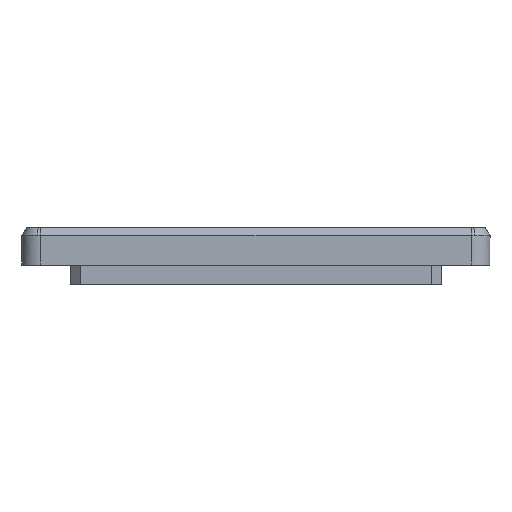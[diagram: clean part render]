
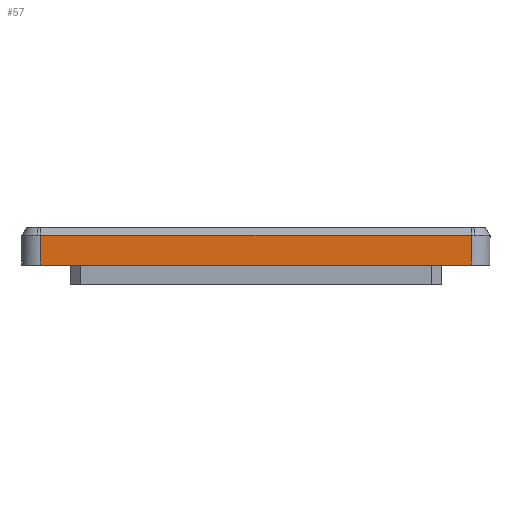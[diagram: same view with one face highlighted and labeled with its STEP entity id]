
A CAD part, front view. The second image highlights one B-rep face of the part: STEP entity #57.
In plain terms, the highlighted free-form (B-spline) face has degree [2, 1] with [3, 2] control points.
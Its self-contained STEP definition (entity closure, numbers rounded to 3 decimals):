
#57=ADVANCED_FACE('',(#223),#2772,.T.);
#223=FACE_OUTER_BOUND('',#397,.T.);
#397=EDGE_LOOP('',(#758,#759,#760,#761));
#758=ORIENTED_EDGE('',*,*,#1511,.T.);
#759=ORIENTED_EDGE('',*,*,#1449,.F.);
#760=ORIENTED_EDGE('',*,*,#1520,.F.);
#761=ORIENTED_EDGE('',*,*,#1519,.F.);
#1449=EDGE_CURVE('',#2349,#2350,#2032,.T.);
#1511=EDGE_CURVE('',#2405,#2350,#1930,.T.);
#1519=EDGE_CURVE('',#2405,#2410,#2068,.T.);
#1520=EDGE_CURVE('',#2410,#2349,#1933,.T.);
#1930=(
BOUNDED_CURVE()
B_SPLINE_CURVE(1,(#4376,#4377),.UNSPECIFIED.,.F.,.F.)
B_SPLINE_CURVE_WITH_KNOTS((2,2),(8.301,16.309),
 .UNSPECIFIED.)
CURVE()
GEOMETRIC_REPRESENTATION_ITEM()
RATIONAL_B_SPLINE_CURVE((1.,1.))
REPRESENTATION_ITEM('')
);
#1933=(
BOUNDED_CURVE()
B_SPLINE_CURVE(1,(#4404,#4405),.UNSPECIFIED.,.F.,.F.)
B_SPLINE_CURVE_WITH_KNOTS((2,2),(8.301,16.309),
 .UNSPECIFIED.)
CURVE()
GEOMETRIC_REPRESENTATION_ITEM()
RATIONAL_B_SPLINE_CURVE((1.,1.))
REPRESENTATION_ITEM('')
);
#2032=B_SPLINE_CURVE_WITH_KNOTS('',1,(#4205,#4206),.UNSPECIFIED.,.F.,.F.,
(2,2),(35.244,150.27),.UNSPECIFIED.);
#2068=B_SPLINE_CURVE_WITH_KNOTS('',1,(#4402,#4403),.UNSPECIFIED.,.F.,.F.,
(2,2),(22.333,65.482),.UNSPECIFIED.);
#2349=VERTEX_POINT('',#3911);
#2350=VERTEX_POINT('',#3912);
#2405=VERTEX_POINT('',#3967);
#2410=VERTEX_POINT('',#3972);
#2772=(
BOUNDED_SURFACE()
B_SPLINE_SURFACE(2,1,((#3208,#3209),(#3210,#3211),(#3212,#3213)),
 .UNSPECIFIED.,.F.,.F.,.F.)
B_SPLINE_SURFACE_WITH_KNOTS((3,3),(2,2),(-806.311,-673.855),
(8.301,16.309),.UNSPECIFIED.)
GEOMETRIC_REPRESENTATION_ITEM()
RATIONAL_B_SPLINE_SURFACE(((1.,1.),(1.,1.),(1.,1.)))
REPRESENTATION_ITEM('')
SURFACE()
);
#3208=CARTESIAN_POINT('',(57.513,-71.986,13.947));
#3209=CARTESIAN_POINT('',(57.513,-71.986,5.94));
#3210=CARTESIAN_POINT('',(0.,-71.986,13.947));
#3211=CARTESIAN_POINT('',(0.,-71.986,5.94));
#3212=CARTESIAN_POINT('',(-57.513,-71.986,13.947));
#3213=CARTESIAN_POINT('',(-57.513,-71.986,5.94));
#3911=CARTESIAN_POINT('',(57.513,-71.986,5.94));
#3912=CARTESIAN_POINT('',(-57.513,-71.986,5.94));
#3967=CARTESIAN_POINT('',(-57.513,-71.986,13.947));
#3972=CARTESIAN_POINT('',(57.513,-71.986,13.947));
#4205=CARTESIAN_POINT('',(57.513,-71.986,5.94));
#4206=CARTESIAN_POINT('',(-57.513,-71.986,5.94));
#4376=CARTESIAN_POINT('',(-57.513,-71.986,13.947));
#4377=CARTESIAN_POINT('',(-57.513,-71.986,5.94));
#4402=CARTESIAN_POINT('',(-57.513,-71.986,13.947));
#4403=CARTESIAN_POINT('',(57.513,-71.986,13.947));
#4404=CARTESIAN_POINT('',(57.513,-71.986,13.947));
#4405=CARTESIAN_POINT('',(57.513,-71.986,5.94));
